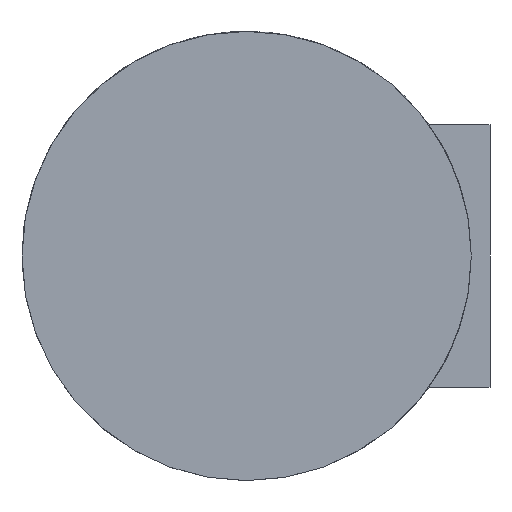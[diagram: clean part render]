
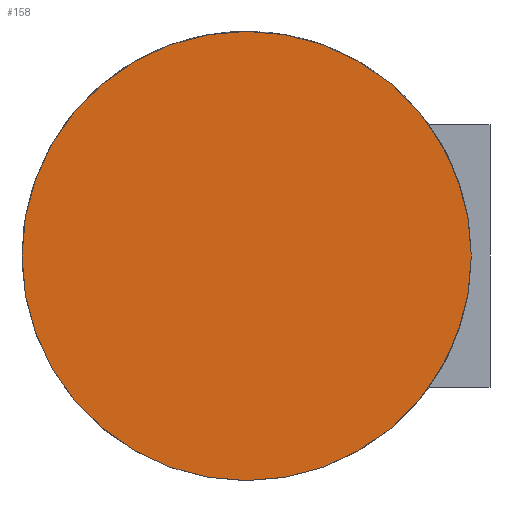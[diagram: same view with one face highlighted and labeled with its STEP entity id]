
A CAD part, front view. The second image highlights one B-rep face of the part: STEP entity #158.
In plain terms, the highlighted planar face has unit normal (0, -1, 0).
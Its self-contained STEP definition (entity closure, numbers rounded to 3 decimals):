
#18=CIRCLE('',#186,60.);
#28=FACE_OUTER_BOUND('',#37,.T.);
#37=EDGE_LOOP('',(#141));
#78=VERTEX_POINT('',#263);
#94=EDGE_CURVE('',#78,#78,#18,.T.);
#141=ORIENTED_EDGE('',*,*,#94,.F.);
#149=PLANE('',#192);
#158=ADVANCED_FACE('',(#28),#149,.F.);
#186=AXIS2_PLACEMENT_3D('',#265,#218,#219);
#192=AXIS2_PLACEMENT_3D('',#280,#236,#237);
#218=DIRECTION('center_axis',(0.,1.,0.));
#219=DIRECTION('ref_axis',(-1.,0.,0.));
#236=DIRECTION('center_axis',(0.,1.,0.));
#237=DIRECTION('ref_axis',(0.,0.,1.));
#263=CARTESIAN_POINT('',(60.,0.,0.));
#265=CARTESIAN_POINT('Origin',(0.,0.,0.));
#280=CARTESIAN_POINT('Origin',(0.,0.,0.));
